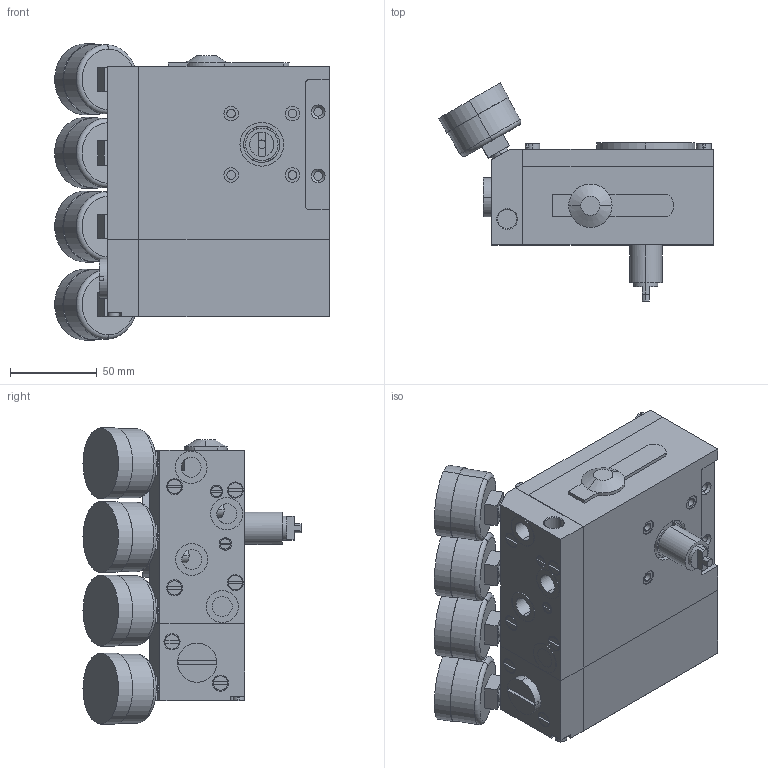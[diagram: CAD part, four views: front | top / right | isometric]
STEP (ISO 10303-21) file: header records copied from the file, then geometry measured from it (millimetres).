
FILE_DESCRIPTION (( 'STEP AP214' ), '1' );
FILE_NAME ('EP5 med manometrar (4x)_140926.STEP', '2014-09-29T13:43:54', ( '' ), ( '' ), 'SwSTEP 2.0', 'SolidWorks 2014', '' );
FILE_SCHEMA (( 'AUTOMOTIVE_DESIGN' ));
Length unit declared in the file: millimetre
Products named in the file (1): EP5 med manometrar (4x)_140926
Bounding box: 158.65 x 125.93 x 171.1 mm (x, y, z)
Volume: 1153457.7 mm3; surface area: 180143 mm2
Topology: 17 solids, 17 shells, 484 faces, 1111 edges, 728 vertices
Faces by surface type: plane 295, cylinder 163, cone 18, torus 8
Entity records: 14115 total; most frequent: CARTESIAN_POINT 2519, DIRECTION 2486, ORIENTED_EDGE 2222, EDGE_CURVE 1111, AXIS2_PLACEMENT_3D 915, VERTEX_POINT 728, LINE 656, VECTOR 656
